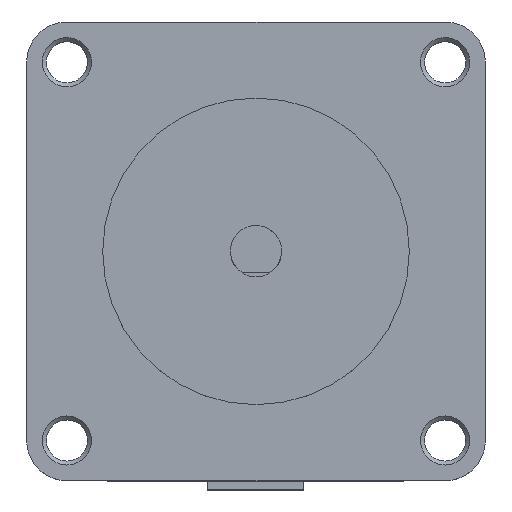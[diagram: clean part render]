
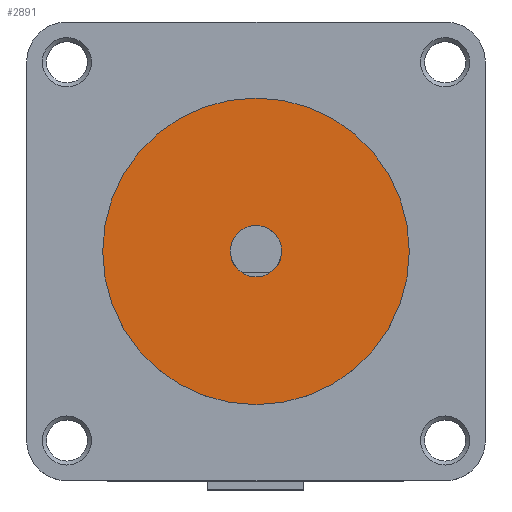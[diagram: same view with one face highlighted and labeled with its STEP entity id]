
A CAD part, top view. The second image highlights one B-rep face of the part: STEP entity #2891.
In plain terms, the highlighted planar face has unit normal (0, 0, 1).
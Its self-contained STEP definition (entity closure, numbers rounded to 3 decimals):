
#2661 = CYLINDRICAL_SURFACE('',#2662,3.175);
#2662 = AXIS2_PLACEMENT_3D('',#2663,#2664,#2665);
#2663 = CARTESIAN_POINT('',(-28.5,28.5,-4.4));
#2664 = DIRECTION('',(0.,0.,-1.));
#2665 = DIRECTION('',(-1.,0.,0.));
#2731 = VERTEX_POINT('',#2732);
#2732 = CARTESIAN_POINT('',(-31.675,28.5,-4.4));
#2753 = EDGE_CURVE('',#2731,#2731,#2754,.T.);
#2754 = SURFACE_CURVE('',#2755,(#2760,#2767),.PCURVE_S1.);
#2755 = CIRCLE('',#2756,3.175);
#2756 = AXIS2_PLACEMENT_3D('',#2757,#2758,#2759);
#2757 = CARTESIAN_POINT('',(-28.5,28.5,-4.4));
#2758 = DIRECTION('',(0.,0.,1.));
#2759 = DIRECTION('',(-1.,0.,0.));
#2760 = PCURVE('',#2661,#2761);
#2761 = DEFINITIONAL_REPRESENTATION('',(#2762),#2766);
#2762 = LINE('',#2763,#2764);
#2763 = CARTESIAN_POINT('',(0.,0.));
#2764 = VECTOR('',#2765,1.);
#2765 = DIRECTION('',(-1.,0.));
#2766 = ( GEOMETRIC_REPRESENTATION_CONTEXT(2) 
PARAMETRIC_REPRESENTATION_CONTEXT() REPRESENTATION_CONTEXT('2D SPACE',''
  ) );
#2767 = PCURVE('',#2768,#2773);
#2768 = PLANE('',#2769);
#2769 = AXIS2_PLACEMENT_3D('',#2770,#2771,#2772);
#2770 = CARTESIAN_POINT('',(-47.55,28.5,-4.4));
#2771 = DIRECTION('',(0.,0.,-1.));
#2772 = DIRECTION('',(-1.,0.,0.));
#2773 = DEFINITIONAL_REPRESENTATION('',(#2774),#2782);
#2774 = ( BOUNDED_CURVE() B_SPLINE_CURVE(2,(#2775,#2776,#2777,#2778,
#2779,#2780,#2781),.UNSPECIFIED.,.F.,.F.) B_SPLINE_CURVE_WITH_KNOTS((1,2
    ,2,2,2,1),(-2.094,0.,2.094,4.189,
6.283,8.378),.UNSPECIFIED.) CURVE() 
GEOMETRIC_REPRESENTATION_ITEM() RATIONAL_B_SPLINE_CURVE((1.,0.5,1.,0.5,
1.,0.5,1.)) REPRESENTATION_ITEM('') );
#2775 = CARTESIAN_POINT('',(-15.875,0.));
#2776 = CARTESIAN_POINT('',(-15.875,-5.499));
#2777 = CARTESIAN_POINT('',(-20.638,-2.75));
#2778 = CARTESIAN_POINT('',(-25.4,0.));
#2779 = CARTESIAN_POINT('',(-20.638,2.75));
#2780 = CARTESIAN_POINT('',(-15.875,5.499));
#2781 = CARTESIAN_POINT('',(-15.875,0.));
#2782 = ( GEOMETRIC_REPRESENTATION_CONTEXT(2) 
PARAMETRIC_REPRESENTATION_CONTEXT() REPRESENTATION_CONTEXT('2D SPACE',''
  ) );
#2891 = ADVANCED_FACE('',(#2892,#2927),#2768,.F.);
#2892 = FACE_BOUND('',#2893,.F.);
#2893 = EDGE_LOOP('',(#2894));
#2894 = ORIENTED_EDGE('',*,*,#2895,.F.);
#2895 = EDGE_CURVE('',#2896,#2896,#2898,.T.);
#2896 = VERTEX_POINT('',#2897);
#2897 = CARTESIAN_POINT('',(-47.55,28.5,-4.4));
#2898 = SURFACE_CURVE('',#2899,(#2904,#2915),.PCURVE_S1.);
#2899 = CIRCLE('',#2900,19.05);
#2900 = AXIS2_PLACEMENT_3D('',#2901,#2902,#2903);
#2901 = CARTESIAN_POINT('',(-28.5,28.5,-4.4));
#2902 = DIRECTION('',(0.,0.,1.));
#2903 = DIRECTION('',(-1.,0.,0.));
#2904 = PCURVE('',#2768,#2905);
#2905 = DEFINITIONAL_REPRESENTATION('',(#2906),#2914);
#2906 = ( BOUNDED_CURVE() B_SPLINE_CURVE(2,(#2907,#2908,#2909,#2910,
#2911,#2912,#2913),.UNSPECIFIED.,.F.,.F.) B_SPLINE_CURVE_WITH_KNOTS((1,2
    ,2,2,2,1),(-2.094,0.,2.094,4.189,
6.283,8.378),.UNSPECIFIED.) CURVE() 
GEOMETRIC_REPRESENTATION_ITEM() RATIONAL_B_SPLINE_CURVE((1.,0.5,1.,0.5,
1.,0.5,1.)) REPRESENTATION_ITEM('') );
#2907 = CARTESIAN_POINT('',(0.,0.));
#2908 = CARTESIAN_POINT('',(0.,-32.996));
#2909 = CARTESIAN_POINT('',(-28.575,-16.498));
#2910 = CARTESIAN_POINT('',(-57.15,0.));
#2911 = CARTESIAN_POINT('',(-28.575,16.498));
#2912 = CARTESIAN_POINT('',(0.,32.996));
#2913 = CARTESIAN_POINT('',(0.,0.));
#2914 = ( GEOMETRIC_REPRESENTATION_CONTEXT(2) 
PARAMETRIC_REPRESENTATION_CONTEXT() REPRESENTATION_CONTEXT('2D SPACE',''
  ) );
#2915 = PCURVE('',#2916,#2921);
#2916 = CYLINDRICAL_SURFACE('',#2917,19.05);
#2917 = AXIS2_PLACEMENT_3D('',#2918,#2919,#2920);
#2918 = CARTESIAN_POINT('',(-28.5,28.5,-6.));
#2919 = DIRECTION('',(0.,0.,-1.));
#2920 = DIRECTION('',(-1.,0.,0.));
#2921 = DEFINITIONAL_REPRESENTATION('',(#2922),#2926);
#2922 = LINE('',#2923,#2924);
#2923 = CARTESIAN_POINT('',(0.,-1.6));
#2924 = VECTOR('',#2925,1.);
#2925 = DIRECTION('',(-1.,0.));
#2926 = ( GEOMETRIC_REPRESENTATION_CONTEXT(2) 
PARAMETRIC_REPRESENTATION_CONTEXT() REPRESENTATION_CONTEXT('2D SPACE',''
  ) );
#2927 = FACE_BOUND('',#2928,.F.);
#2928 = EDGE_LOOP('',(#2929));
#2929 = ORIENTED_EDGE('',*,*,#2753,.T.);
